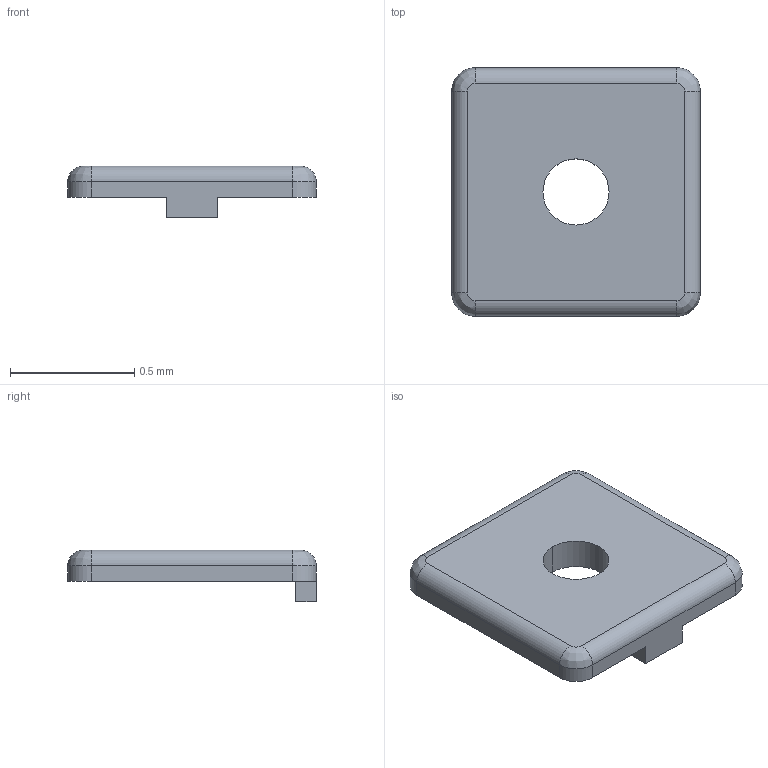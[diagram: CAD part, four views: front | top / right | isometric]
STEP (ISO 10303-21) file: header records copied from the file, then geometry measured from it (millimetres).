
FILE_DESCRIPTION((''),'2;1');
FILE_NAME('10AC7730.stp','2015-07-02T14:36:13',(''),(''),'Mechanical Desktop 2011','Mechanical Desktop 2011',', , ');
FILE_SCHEMA(('CONFIG_CONTROL_DESIGN'));
Length unit declared in the file: millimetre
Products named in the file (1): Product
Bounding box: 1 x 1 x 0.21 mm (x, y, z)
Volume: 0.1 mm3; surface area: 2.4 mm2
Topology: 1 solids, 1 shells, 24 faces, 58 edges, 36 vertices
Faces by surface type: bspline 15, plane 6, cylinder 3
Entity records: 1052 total; most frequent: CARTESIAN_POINT 426, ORIENTED_EDGE 116, DIRECTION 102, EDGE_CURVE 58, VERTEX_POINT 36, AXIS2_PLACEMENT_3D 34, VECTOR 34, LINE 34
